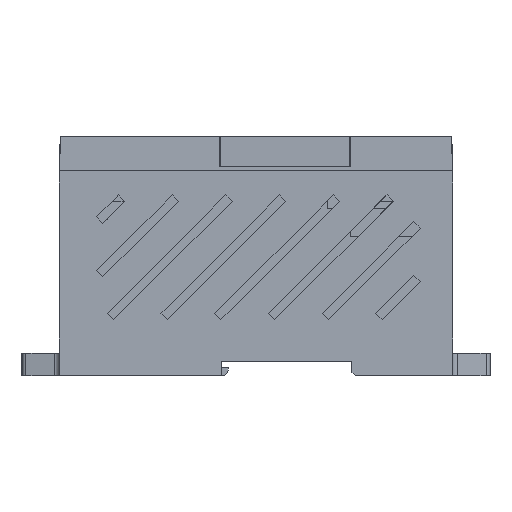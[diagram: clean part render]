
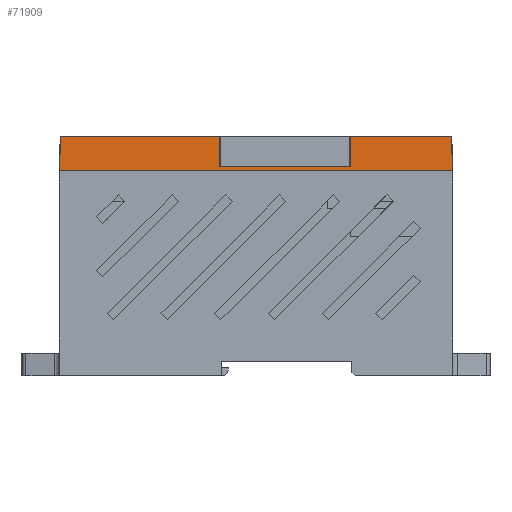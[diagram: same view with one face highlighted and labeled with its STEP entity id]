
A CAD part, left-side view. The second image highlights one B-rep face of the part: STEP entity #71909.
In plain terms, the highlighted planar face has unit normal (-1, 0, 0.018).
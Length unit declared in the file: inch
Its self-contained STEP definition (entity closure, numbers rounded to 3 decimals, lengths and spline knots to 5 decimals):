
#5429 = VERTEX_POINT ( 'NONE', #64626 ) ;
#5496 = EDGE_CURVE ( 'NONE', #5429, #5497, #64829, .T. ) ;
#5497 = VERTEX_POINT ( 'NONE', #64825 ) ;
#5542 = VERTEX_POINT ( 'NONE', #64951 ) ;
#5544 = EDGE_CURVE ( 'NONE', #5542, #5545, #64950, .T. ) ;
#5545 = VERTEX_POINT ( 'NONE', #64946 ) ;
#7287 = VERTEX_POINT ( 'NONE', #68652 ) ;
#7290 = EDGE_CURVE ( 'NONE', #7287, #5542, #68650, .T. ) ;
#7741 = VERTEX_POINT ( 'NONE', #69486 ) ;
#7748 = EDGE_CURVE ( 'NONE', #5497, #7741, #69480, .T. ) ;
#49585 = DIRECTION ( 'NONE',  ( 0., 1., 0. ) ) ;
#49586 = VECTOR ( 'NONE', #49585, 39.37008 ) ;
#49587 = CARTESIAN_POINT ( 'NONE',  ( -3.26244, 0., 5.4551 ) ) ;
#49588 = LINE ( 'NONE', #49587, #49586 ) ;
#49616 = DIRECTION ( 'NONE',  ( 0.017, 0., 1. ) ) ;
#49617 = DIRECTION ( 'NONE',  ( -1., 0., 0.017 ) ) ;
#49618 = CARTESIAN_POINT ( 'NONE',  ( -3.26245, 0., 5.4546 ) ) ;
#49619 = AXIS2_PLACEMENT_3D ( 'NONE', #49618, #49617, #49616 ) ;
#49620 = PLANE ( 'NONE',  #49619 ) ;
#49638 = FACE_OUTER_BOUND ( 'NONE', #71842, .T. ) ;
#49639 = DIRECTION ( 'NONE',  ( 0.017, 0., 1. ) ) ;
#49640 = VECTOR ( 'NONE', #49639, 39.37008 ) ;
#49641 = CARTESIAN_POINT ( 'NONE',  ( -3.2617, 2.48707, 5.49744 ) ) ;
#49642 = LINE ( 'NONE', #49641, #49640 ) ;
#49692 = DIRECTION ( 'NONE',  ( 0.017, 0., 1. ) ) ;
#49693 = VECTOR ( 'NONE', #49692, 39.37008 ) ;
#49694 = CARTESIAN_POINT ( 'NONE',  ( -3.26245, 1.08707, 5.4546 ) ) ;
#49696 = LINE ( 'NONE', #49694, #49693 ) ;
#49719 = CARTESIAN_POINT ( 'NONE',  ( -3.2617, 2.48707, 5.49745 ) ) ;
#49720 = DIRECTION ( 'NONE',  ( 0., -1., 0. ) ) ;
#49721 = VECTOR ( 'NONE', #49720, 39.37008 ) ;
#49722 = CARTESIAN_POINT ( 'NONE',  ( -3.2617, 1.08707, 5.49745 ) ) ;
#49723 = LINE ( 'NONE', #49722, #49721 ) ;
#49728 = CARTESIAN_POINT ( 'NONE',  ( -3.2617, 1.08707, 5.49745 ) ) ;
#64626 = CARTESIAN_POINT ( 'NONE',  ( -3.25603, 1.08707, 5.82245 ) ) ;
#64825 = CARTESIAN_POINT ( 'NONE',  ( -3.25603, 0.01577, 5.82245 ) ) ;
#64826 = DIRECTION ( 'NONE',  ( 0., -1., 0. ) ) ;
#64827 = VECTOR ( 'NONE', #64826, 39.37008 ) ;
#64828 = CARTESIAN_POINT ( 'NONE',  ( -3.25603, -1.73599, 5.82245 ) ) ;
#64829 = LINE ( 'NONE', #64828, #64827 ) ;
#64946 = CARTESIAN_POINT ( 'NONE',  ( -3.25603, 2.48707, 5.82245 ) ) ;
#64947 = DIRECTION ( 'NONE',  ( 0., -1., 0. ) ) ;
#64948 = VECTOR ( 'NONE', #64947, 39.37008 ) ;
#64949 = CARTESIAN_POINT ( 'NONE',  ( -3.25603, -1.73599, 5.82245 ) ) ;
#64950 = LINE ( 'NONE', #64949, #64948 ) ;
#64951 = CARTESIAN_POINT ( 'NONE',  ( -3.25603, 4.18837, 5.82245 ) ) ;
#68647 = DIRECTION ( 'NONE',  ( 0.017, -0.051, 0.999 ) ) ;
#68648 = VECTOR ( 'NONE', #68647, 39.37008 ) ;
#68649 = CARTESIAN_POINT ( 'NONE',  ( -3.27307, 4.23799, 4.84631 ) ) ;
#68650 = LINE ( 'NONE', #68649, #68648 ) ;
#68652 = CARTESIAN_POINT ( 'NONE',  ( -3.26244, 4.20704, 5.4551 ) ) ;
#69480 = LINE ( 'NONE', #69536, #69535 ) ;
#69486 = CARTESIAN_POINT ( 'NONE',  ( -3.26244, -0.00291, 5.4551 ) ) ;
#69534 = DIRECTION ( 'NONE',  ( -0.017, -0.051, -0.999 ) ) ;
#69535 = VECTOR ( 'NONE', #69534, 39.37008 ) ;
#69536 = CARTESIAN_POINT ( 'NONE',  ( -3.27986, -0.05363, 4.45723 ) ) ;
#70889 = EDGE_CURVE ( 'NONE', #7741, #7287, #49588, .T. ) ;
#71646 = ORIENTED_EDGE ( 'NONE', *, *, #70889, .F. ) ;
#71842 = EDGE_LOOP ( 'NONE', ( #71646, #75643, #75736, #75842, #75694, #75590, #74973, #74901 ) ) ;
#71909 = ADVANCED_FACE ( 'NONE', ( #49638 ), #49620, .T. ) ;
#74901 = ORIENTED_EDGE ( 'NONE', *, *, #7290, .F. ) ;
#74973 = ORIENTED_EDGE ( 'NONE', *, *, #5544, .F. ) ;
#75544 = EDGE_CURVE ( 'NONE', #75809, #5545, #49642, .T. ) ;
#75590 = ORIENTED_EDGE ( 'NONE', *, *, #75544, .T. ) ;
#75643 = ORIENTED_EDGE ( 'NONE', *, *, #7748, .F. ) ;
#75680 = EDGE_CURVE ( 'NONE', #75772, #5429, #49696, .T. ) ;
#75694 = ORIENTED_EDGE ( 'NONE', *, *, #75798, .F. ) ;
#75736 = ORIENTED_EDGE ( 'NONE', *, *, #5496, .F. ) ;
#75772 = VERTEX_POINT ( 'NONE', #49728 ) ;
#75798 = EDGE_CURVE ( 'NONE', #75809, #75772, #49723, .T. ) ;
#75809 = VERTEX_POINT ( 'NONE', #49719 ) ;
#75842 = ORIENTED_EDGE ( 'NONE', *, *, #75680, .F. ) ;
